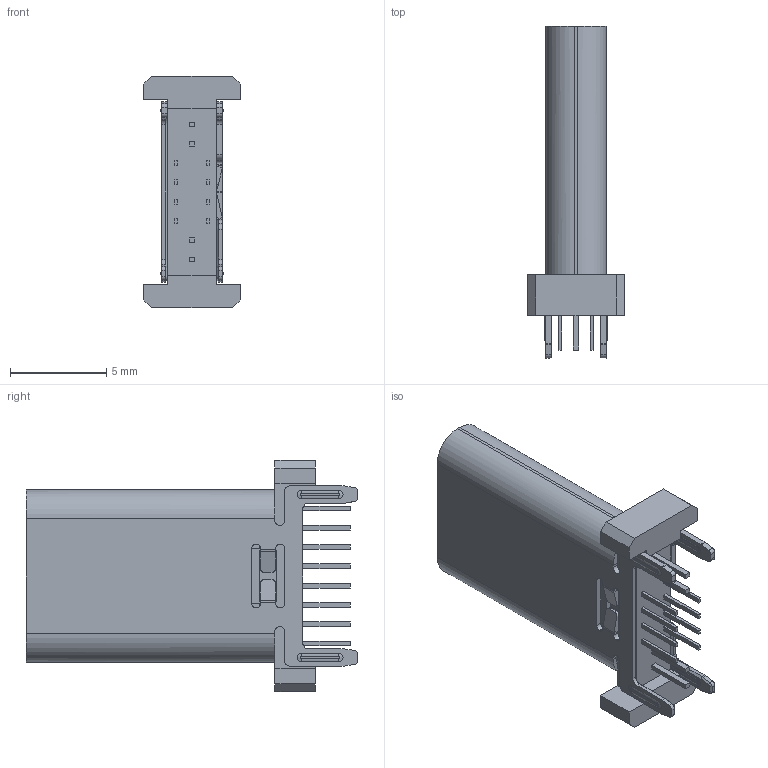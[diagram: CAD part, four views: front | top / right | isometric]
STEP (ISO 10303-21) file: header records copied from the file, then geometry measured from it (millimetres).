
FILE_DESCRIPTION((''),'2;1');
FILE_NAME('PRT0002','2025-02-24T16:28:19',('Administrator'),(''),'CREO PARAMETRIC BY PTC INC, 2020154','CREO PARAMETRIC BY PTC INC, 2020154','');
FILE_SCHEMA(('AUTOMOTIVE_DESIGN { 1 0 10303 214 1 1 1 1 }'));
Length unit declared in the file: millimetre
Products named in the file (1): PRT0002
Bounding box: 5 x 17.2 x 12 mm (x, y, z)
Volume: 321.2 mm3; surface area: 1011.5 mm2
Topology: 1 solids, 1 shells, 619 faces, 1611 edges, 1024 vertices
Faces by surface type: plane 428, cylinder 135, bspline 29, cone 27
Entity records: 24202 total; most frequent: CARTESIAN_POINT 4175, ORIENTED_EDGE 3222, DIRECTION 3085, EDGE_CURVE 1611, VECTOR 1245, LINE 1245, VERTEX_POINT 1024, AXIS2_PLACEMENT_3D 920
